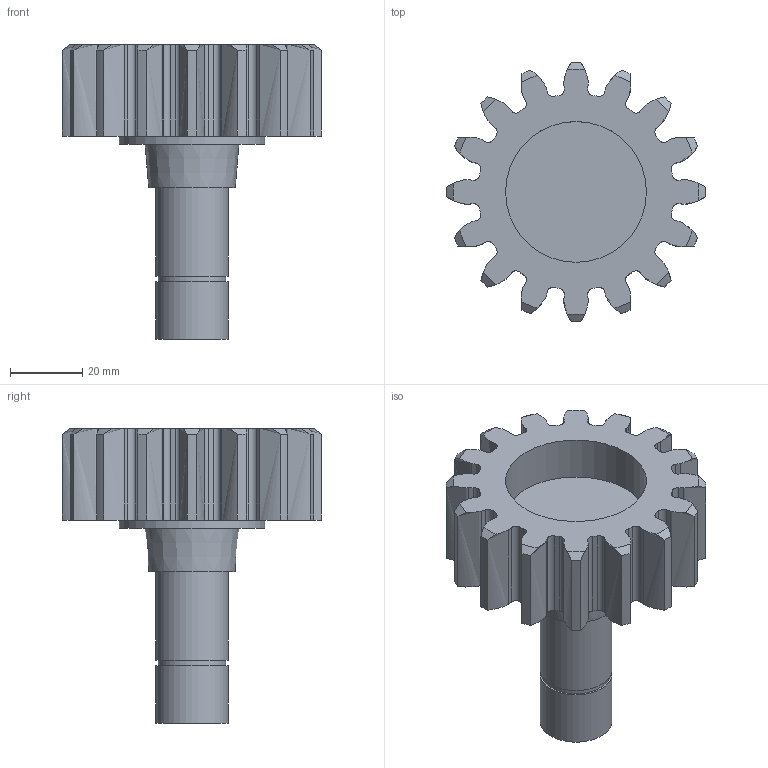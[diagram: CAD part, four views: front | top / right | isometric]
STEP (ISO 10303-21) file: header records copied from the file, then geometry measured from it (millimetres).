
FILE_DESCRIPTION(/* description */ (''),/* implementation_level */ '2;1');
FILE_NAME(/* name */ 'engrenage alu portail.step',/* time_stamp */ '2018-02-13T12:14:14+01:00',/* author */ (''),/* organization */ (''),/* preprocessor_version */ 'ST-DEVELOPER v16.13',/* originating_system */ 'Autodesk Translation Framework v6.5.0.72',/* authorisation */ '');
FILE_SCHEMA (('AUTOMOTIVE_DESIGN { 1 0 10303 214 3 1 1 }'));
Length unit declared in the file: millimetre
Products named in the file (2): (Unsaved); Spur Gear (16 teeth)
Assembly tree (1 placements, depth 2):
  (Unsaved)
    Spur Gear (16 teeth)
Bounding box: 71.99 x 71.99 x 81.6 mm (x, y, z)
Volume: 82001.1 mm3; surface area: 23359.5 mm2
Topology: 1 solids, 1 shells, 176 faces, 504 edges, 337 vertices
Faces by surface type: cylinder 70, plane 57, bspline 32, cone 17
Full cylindrical faces by diameter (mm): 10 x1, 18.8 x1, 20 x2, 39 x1, 40.3 x1
Entity records: 14342 total; most frequent: CARTESIAN_POINT 9948, ORIENTED_EDGE 1008, DIRECTION 847, EDGE_CURVE 504, VERTEX_POINT 337, AXIS2_PLACEMENT_3D 324, LINE 199, VECTOR 199
